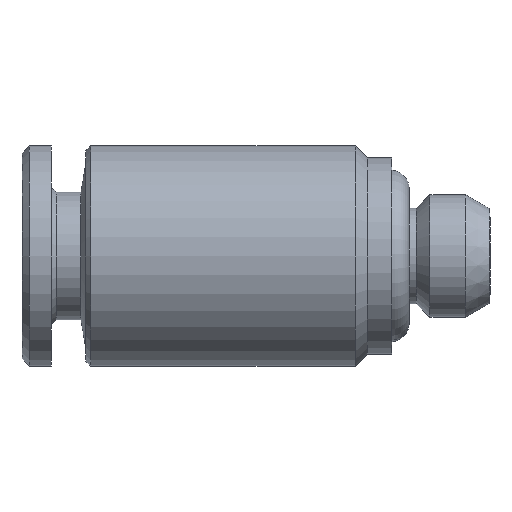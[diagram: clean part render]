
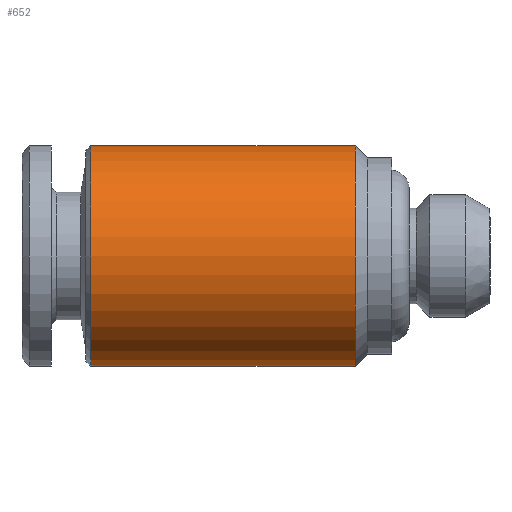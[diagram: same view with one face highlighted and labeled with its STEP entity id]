
A CAD part, left-side view. The second image highlights one B-rep face of the part: STEP entity #652.
In plain terms, the highlighted cylindrical face has radius 4.5 mm (diameter 9 mm), a partial arc.
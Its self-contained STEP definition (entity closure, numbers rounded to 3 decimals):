
#33 = LINE ( 'NONE', #54, #53 ) ;
#35 = LINE ( 'NONE', #52, #51 ) ;
#39 = DIRECTION ( 'NONE',  ( 0., -1., 0. ) ) ;
#50 = DIRECTION ( 'NONE',  ( 0., -1., 0. ) ) ;
#51 = VECTOR ( 'NONE', #50, 1000. ) ;
#52 = CARTESIAN_POINT ( 'NONE',  ( 0., -2.242, -4.5 ) ) ;
#53 = VECTOR ( 'NONE', #39, 1000. ) ;
#54 = CARTESIAN_POINT ( 'NONE',  ( 0., -2.242, 4.5 ) ) ;
#72 = CARTESIAN_POINT ( 'NONE',  ( 0., 5.5, 4.5 ) ) ;
#275 = VERTEX_POINT ( 'NONE', #843 ) ;
#285 = VERTEX_POINT ( 'NONE', #831 ) ;
#318 = VERTEX_POINT ( 'NONE', #1530 ) ;
#361 = EDGE_CURVE ( 'NONE', #275, #318, #35, .T. ) ;
#365 = EDGE_CURVE ( 'NONE', #285, #370, #33, .T. ) ;
#370 = VERTEX_POINT ( 'NONE', #72 ) ;
#650 = EDGE_CURVE ( 'NONE', #370, #318, #911, .T. ) ;
#651 = EDGE_CURVE ( 'NONE', #285, #275, #905, .T. ) ;
#652 = ADVANCED_FACE ( 'NONE', ( #906 ), #908, .T. ) ;
#653 = ORIENTED_EDGE ( 'NONE', *, *, #361, .T. ) ;
#659 = ORIENTED_EDGE ( 'NONE', *, *, #365, .F. ) ;
#660 = ORIENTED_EDGE ( 'NONE', *, *, #651, .T. ) ;
#663 = ORIENTED_EDGE ( 'NONE', *, *, #650, .F. ) ;
#665 = EDGE_LOOP ( 'NONE', ( #659, #660, #653, #663 ) ) ;
#831 = CARTESIAN_POINT ( 'NONE',  ( 0., 16.3, 4.5 ) ) ;
#843 = CARTESIAN_POINT ( 'NONE',  ( 0., 16.3, -4.5 ) ) ;
#857 = DIRECTION ( 'NONE',  ( 0., 0., -1. ) ) ;
#898 = CARTESIAN_POINT ( 'NONE',  ( 0., 16.3, 0. ) ) ;
#899 = AXIS2_PLACEMENT_3D ( 'NONE', #903, #900, #857 ) ;
#900 = DIRECTION ( 'NONE',  ( 0., -1., 0. ) ) ;
#901 = CARTESIAN_POINT ( 'NONE',  ( 0., 5.5, 0. ) ) ;
#902 = AXIS2_PLACEMENT_3D ( 'NONE', #901, #912, #909 ) ;
#903 = CARTESIAN_POINT ( 'NONE',  ( 0., -2.242, 0. ) ) ;
#904 = DIRECTION ( 'NONE',  ( 0., 0., -1. ) ) ;
#905 = CIRCLE ( 'NONE', #910, 4.5 ) ;
#906 = FACE_OUTER_BOUND ( 'NONE', #665, .T. ) ;
#907 = DIRECTION ( 'NONE',  ( 0., -1., 0. ) ) ;
#908 = CYLINDRICAL_SURFACE ( 'NONE', #899, 4.5 ) ;
#909 = DIRECTION ( 'NONE',  ( 0., 0., -1. ) ) ;
#910 = AXIS2_PLACEMENT_3D ( 'NONE', #898, #907, #904 ) ;
#911 = CIRCLE ( 'NONE', #902, 4.5 ) ;
#912 = DIRECTION ( 'NONE',  ( 0., -1., 0. ) ) ;
#1530 = CARTESIAN_POINT ( 'NONE',  ( 0., 5.5, -4.5 ) ) ;
